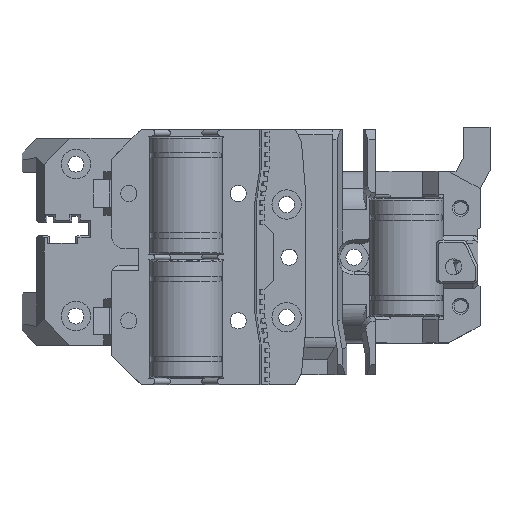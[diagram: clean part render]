
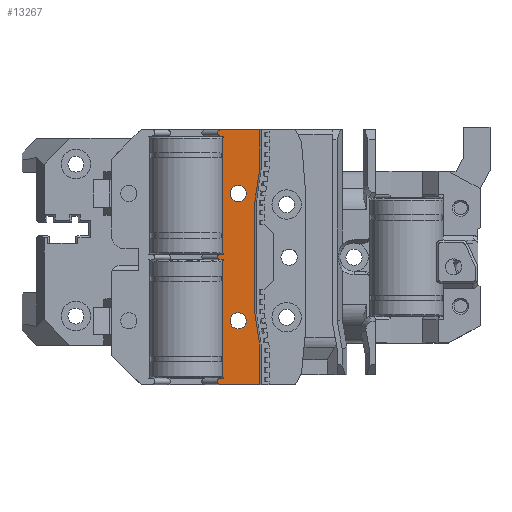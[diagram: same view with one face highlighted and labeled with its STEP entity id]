
A CAD part, top view. The second image highlights one B-rep face of the part: STEP entity #13267.
In plain terms, the highlighted planar face has unit normal (0, 0, 1).
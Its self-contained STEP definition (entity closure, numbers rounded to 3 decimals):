
#337=FACE_BOUND('',#1576,.T.);
#338=FACE_BOUND('',#1577,.T.);
#474=CIRCLE('',#14130,0.5);
#475=CIRCLE('',#14131,0.65);
#476=CIRCLE('',#14132,0.65);
#477=CIRCLE('',#14133,1.65);
#478=CIRCLE('',#14134,1.65);
#807=FACE_OUTER_BOUND('',#1575,.T.);
#1575=EDGE_LOOP('',(#9568,#9569,#9570,#9571,#9572,#9573,#9574,#9575,#9576,
#9577,#9578,#9579,#9580,#9581,#9582,#9583,#9584,#9585,#9586,#9587));
#1576=EDGE_LOOP('',(#9588));
#1577=EDGE_LOOP('',(#9589));
#2482=LINE('',#19244,#4067);
#2661=LINE('',#19887,#4246);
#2662=LINE('',#19889,#4247);
#2663=LINE('',#19891,#4248);
#2664=LINE('',#19893,#4249);
#2665=LINE('',#19895,#4250);
#2666=LINE('',#19899,#4251);
#2667=LINE('',#19901,#4252);
#2668=LINE('',#19903,#4253);
#2669=LINE('',#19905,#4254);
#2670=LINE('',#19907,#4255);
#2671=LINE('',#19908,#4256);
#2672=LINE('',#19912,#4257);
#2673=LINE('',#19914,#4258);
#2674=LINE('',#19916,#4259);
#2675=LINE('',#19918,#4260);
#2676=LINE('',#19919,#4261);
#4067=VECTOR('',#15448,10.);
#4246=VECTOR('',#15913,10.);
#4247=VECTOR('',#15914,10.);
#4248=VECTOR('',#15915,10.);
#4249=VECTOR('',#15916,10.);
#4250=VECTOR('',#15917,10.);
#4251=VECTOR('',#15920,10.);
#4252=VECTOR('',#15921,10.);
#4253=VECTOR('',#15922,10.);
#4254=VECTOR('',#15923,10.);
#4255=VECTOR('',#15924,10.);
#4256=VECTOR('',#15925,10.);
#4257=VECTOR('',#15928,10.);
#4258=VECTOR('',#15929,10.);
#4259=VECTOR('',#15930,10.);
#4260=VECTOR('',#15931,10.);
#4261=VECTOR('',#15932,10.);
#5605=VERTEX_POINT('',#19241);
#5606=VERTEX_POINT('',#19243);
#5746=VERTEX_POINT('',#19883);
#5747=VERTEX_POINT('',#19884);
#5748=VERTEX_POINT('',#19886);
#5749=VERTEX_POINT('',#19888);
#5750=VERTEX_POINT('',#19890);
#5751=VERTEX_POINT('',#19892);
#5752=VERTEX_POINT('',#19894);
#5753=VERTEX_POINT('',#19896);
#5754=VERTEX_POINT('',#19898);
#5755=VERTEX_POINT('',#19900);
#5756=VERTEX_POINT('',#19902);
#5757=VERTEX_POINT('',#19904);
#5758=VERTEX_POINT('',#19906);
#5759=VERTEX_POINT('',#19909);
#5760=VERTEX_POINT('',#19911);
#5761=VERTEX_POINT('',#19913);
#5762=VERTEX_POINT('',#19915);
#5763=VERTEX_POINT('',#19917);
#5764=VERTEX_POINT('',#19920);
#5765=VERTEX_POINT('',#19922);
#6947=EDGE_CURVE('',#5606,#5605,#2482,.T.);
#7184=EDGE_CURVE('',#5746,#5747,#474,.T.);
#7185=EDGE_CURVE('',#5746,#5748,#2661,.T.);
#7186=EDGE_CURVE('',#5748,#5749,#2662,.T.);
#7187=EDGE_CURVE('',#5749,#5750,#2663,.T.);
#7188=EDGE_CURVE('',#5750,#5751,#2664,.T.);
#7189=EDGE_CURVE('',#5751,#5752,#2665,.T.);
#7190=EDGE_CURVE('',#5753,#5752,#475,.T.);
#7191=EDGE_CURVE('',#5753,#5754,#2666,.T.);
#7192=EDGE_CURVE('',#5755,#5754,#2667,.T.);
#7193=EDGE_CURVE('',#5756,#5755,#2668,.T.);
#7194=EDGE_CURVE('',#5757,#5756,#2669,.T.);
#7195=EDGE_CURVE('',#5758,#5757,#2670,.T.);
#7196=EDGE_CURVE('',#5606,#5758,#2671,.T.);
#7197=EDGE_CURVE('',#5759,#5605,#476,.T.);
#7198=EDGE_CURVE('',#5759,#5760,#2672,.T.);
#7199=EDGE_CURVE('',#5760,#5761,#2673,.T.);
#7200=EDGE_CURVE('',#5761,#5762,#2674,.T.);
#7201=EDGE_CURVE('',#5762,#5763,#2675,.T.);
#7202=EDGE_CURVE('',#5747,#5763,#2676,.T.);
#7203=EDGE_CURVE('',#5764,#5764,#477,.T.);
#7204=EDGE_CURVE('',#5765,#5765,#478,.T.);
#9568=ORIENTED_EDGE('',*,*,#7184,.F.);
#9569=ORIENTED_EDGE('',*,*,#7185,.T.);
#9570=ORIENTED_EDGE('',*,*,#7186,.T.);
#9571=ORIENTED_EDGE('',*,*,#7187,.T.);
#9572=ORIENTED_EDGE('',*,*,#7188,.T.);
#9573=ORIENTED_EDGE('',*,*,#7189,.T.);
#9574=ORIENTED_EDGE('',*,*,#7190,.F.);
#9575=ORIENTED_EDGE('',*,*,#7191,.T.);
#9576=ORIENTED_EDGE('',*,*,#7192,.F.);
#9577=ORIENTED_EDGE('',*,*,#7193,.F.);
#9578=ORIENTED_EDGE('',*,*,#7194,.F.);
#9579=ORIENTED_EDGE('',*,*,#7195,.F.);
#9580=ORIENTED_EDGE('',*,*,#7196,.F.);
#9581=ORIENTED_EDGE('',*,*,#6947,.T.);
#9582=ORIENTED_EDGE('',*,*,#7197,.F.);
#9583=ORIENTED_EDGE('',*,*,#7198,.T.);
#9584=ORIENTED_EDGE('',*,*,#7199,.T.);
#9585=ORIENTED_EDGE('',*,*,#7200,.T.);
#9586=ORIENTED_EDGE('',*,*,#7201,.T.);
#9587=ORIENTED_EDGE('',*,*,#7202,.F.);
#9588=ORIENTED_EDGE('',*,*,#7203,.T.);
#9589=ORIENTED_EDGE('',*,*,#7204,.T.);
#12635=PLANE('',#14129);
#13267=ADVANCED_FACE('',(#807,#337,#338),#12635,.T.);
#14129=AXIS2_PLACEMENT_3D('',#19882,#15909,#15910);
#14130=AXIS2_PLACEMENT_3D('',#19885,#15911,#15912);
#14131=AXIS2_PLACEMENT_3D('',#19897,#15918,#15919);
#14132=AXIS2_PLACEMENT_3D('',#19910,#15926,#15927);
#14133=AXIS2_PLACEMENT_3D('',#19921,#15933,#15934);
#14134=AXIS2_PLACEMENT_3D('',#19923,#15935,#15936);
#15448=DIRECTION('',(-1.,0.,0.));
#15909=DIRECTION('center_axis',(0.,0.,1.));
#15910=DIRECTION('ref_axis',(1.,0.,0.));
#15911=DIRECTION('center_axis',(0.,0.,-1.));
#15912=DIRECTION('ref_axis',(-0.707,-0.707,0.));
#15913=DIRECTION('',(1.,0.,0.));
#15914=DIRECTION('',(-0.342,-0.94,0.));
#15915=DIRECTION('',(0.,-1.,0.));
#15916=DIRECTION('',(0.342,-0.94,0.));
#15917=DIRECTION('',(-1.,0.,0.));
#15918=DIRECTION('center_axis',(0.,0.,-1.));
#15919=DIRECTION('ref_axis',(-0.707,-0.707,0.));
#15920=DIRECTION('',(1.,0.,0.));
#15921=DIRECTION('',(0.,-1.,0.));
#15922=DIRECTION('',(0.146,-0.989,0.));
#15923=DIRECTION('',(0.,-1.,0.));
#15924=DIRECTION('',(-0.146,-0.989,0.));
#15925=DIRECTION('',(0.,-1.,0.));
#15926=DIRECTION('center_axis',(0.,0.,-1.));
#15927=DIRECTION('ref_axis',(-0.707,-0.707,0.));
#15928=DIRECTION('',(1.,0.,0.));
#15929=DIRECTION('',(-0.342,-0.94,0.));
#15930=DIRECTION('',(0.,-1.,0.));
#15931=DIRECTION('',(0.342,-0.94,0.));
#15932=DIRECTION('',(1.,0.,0.));
#15933=DIRECTION('center_axis',(0.,0.,-1.));
#15934=DIRECTION('ref_axis',(-1.,0.,0.));
#15935=DIRECTION('center_axis',(0.,0.,-1.));
#15936=DIRECTION('ref_axis',(-1.,0.,0.));
#19241=CARTESIAN_POINT('',(36.05,52.,14.4));
#19243=CARTESIAN_POINT('',(44.02,52.,14.4));
#19244=CARTESIAN_POINT('',(89.,52.,14.4));
#19882=CARTESIAN_POINT('Origin',(85.,16.,14.4));
#19883=CARTESIAN_POINT('',(35.9,25.5,14.4));
#19884=CARTESIAN_POINT('',(35.9,26.5,14.4));
#19885=CARTESIAN_POINT('Origin',(35.9,26.,14.4));
#19886=CARTESIAN_POINT('',(36.664,25.5,14.4));
#19887=CARTESIAN_POINT('',(57.,25.5,14.4));
#19888=CARTESIAN_POINT('',(36.5,25.05,14.4));
#19889=CARTESIAN_POINT('',(37.882,28.848,14.4));
#19890=CARTESIAN_POINT('',(36.5,1.75,14.4));
#19891=CARTESIAN_POINT('',(36.5,21.,14.4));
#19892=CARTESIAN_POINT('',(36.664,1.3,14.4));
#19893=CARTESIAN_POINT('',(37.047,0.248,14.4));
#19894=CARTESIAN_POINT('',(36.05,1.3,14.4));
#19895=CARTESIAN_POINT('',(57.,1.3,14.4));
#19896=CARTESIAN_POINT('',(36.05,0.,14.4));
#19897=CARTESIAN_POINT('Origin',(36.05,0.65,14.4));
#19898=CARTESIAN_POINT('',(44.02,0.,14.4));
#19899=CARTESIAN_POINT('',(0.,0.,14.4));
#19900=CARTESIAN_POINT('',(44.02,7.861,14.4));
#19901=CARTESIAN_POINT('',(44.02,11.941,14.4));
#19902=CARTESIAN_POINT('',(43.,14.773,14.4));
#19903=CARTESIAN_POINT('',(43.361,12.33,14.4));
#19904=CARTESIAN_POINT('',(43.,37.227,14.4));
#19905=CARTESIAN_POINT('',(43.,21.,14.4));
#19906=CARTESIAN_POINT('',(44.02,44.139,14.4));
#19907=CARTESIAN_POINT('',(41.916,29.883,14.4));
#19908=CARTESIAN_POINT('',(44.02,30.059,14.4));
#19909=CARTESIAN_POINT('',(36.05,50.7,14.4));
#19910=CARTESIAN_POINT('Origin',(36.05,51.35,14.4));
#19911=CARTESIAN_POINT('',(36.664,50.7,14.4));
#19912=CARTESIAN_POINT('',(57.,50.7,14.4));
#19913=CARTESIAN_POINT('',(36.5,50.25,14.4));
#19914=CARTESIAN_POINT('',(33.833,42.922,14.4));
#19915=CARTESIAN_POINT('',(36.5,26.95,14.4));
#19916=CARTESIAN_POINT('',(36.5,21.,14.4));
#19917=CARTESIAN_POINT('',(36.664,26.5,14.4));
#19918=CARTESIAN_POINT('',(41.096,14.322,14.4));
#19919=CARTESIAN_POINT('',(52.3,26.5,14.4));
#19920=CARTESIAN_POINT('',(41.25,13.,14.4));
#19921=CARTESIAN_POINT('Origin',(39.6,13.,14.4));
#19922=CARTESIAN_POINT('',(41.25,39.,14.4));
#19923=CARTESIAN_POINT('Origin',(39.6,39.,14.4));
